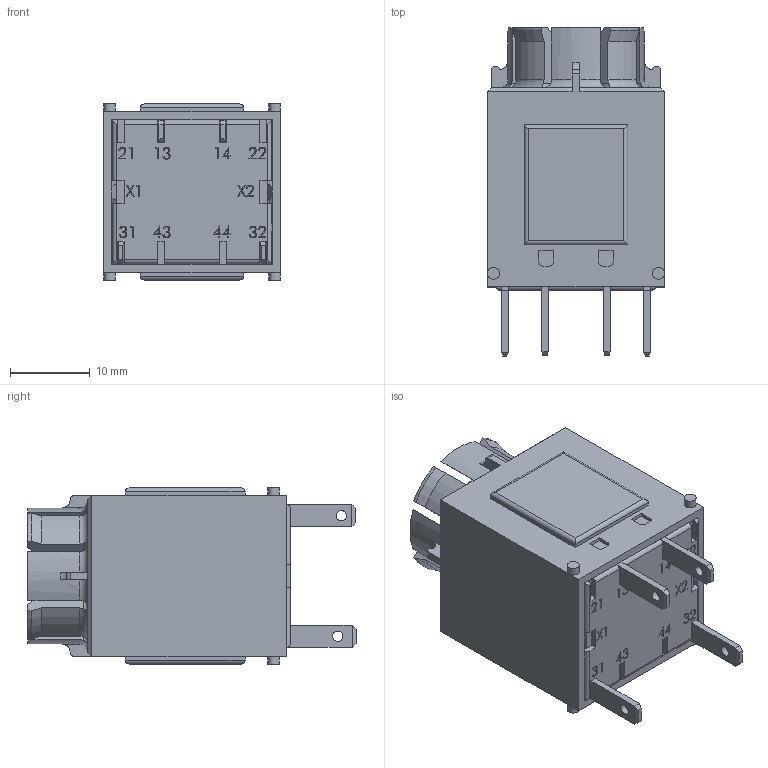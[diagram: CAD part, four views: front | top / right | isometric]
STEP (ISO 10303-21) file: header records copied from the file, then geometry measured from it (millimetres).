
FILE_DESCRIPTION(/* description */ (''),/* implementation_level */ '2;1');
FILE_NAME(/* name */ 'AZVN.stp',/* time_stamp */ '2019-10-23T07:52:37+02:00',/* author */ ('thagel'),/* organization */ (''),/* preprocessor_version */ 'ST-DEVELOPER v17.2',/* originating_system */ 'Autodesk Inventor 2019',/* authorisation */ '');
FILE_SCHEMA (('AUTOMOTIVE_DESIGN { 1 0 10303 214 3 1 1 }'));
Length unit declared in the file: millimetre
Products named in the file (1): AZVN
Bounding box: 22.2 x 41.17 x 22.2 mm (x, y, z)
Volume: 12055.8 mm3; surface area: 6530.2 mm2
Topology: 1 solids, 5 shells, 1099 faces, 3120 edges, 2064 vertices
Faces by surface type: plane 994, cylinder 69, torus 22, cone 12, bspline 2
Full cylindrical faces by diameter (mm): 1.3 x4, 1.5 x4, 14.7 x1
Entity records: 35679 total; most frequent: CARTESIAN_POINT 7192, ORIENTED_EDGE 6240, DIRECTION 5350, EDGE_CURVE 3120, LINE 2838, VECTOR 2838, VERTEX_POINT 2064, AXIS2_PLACEMENT_3D 1256
